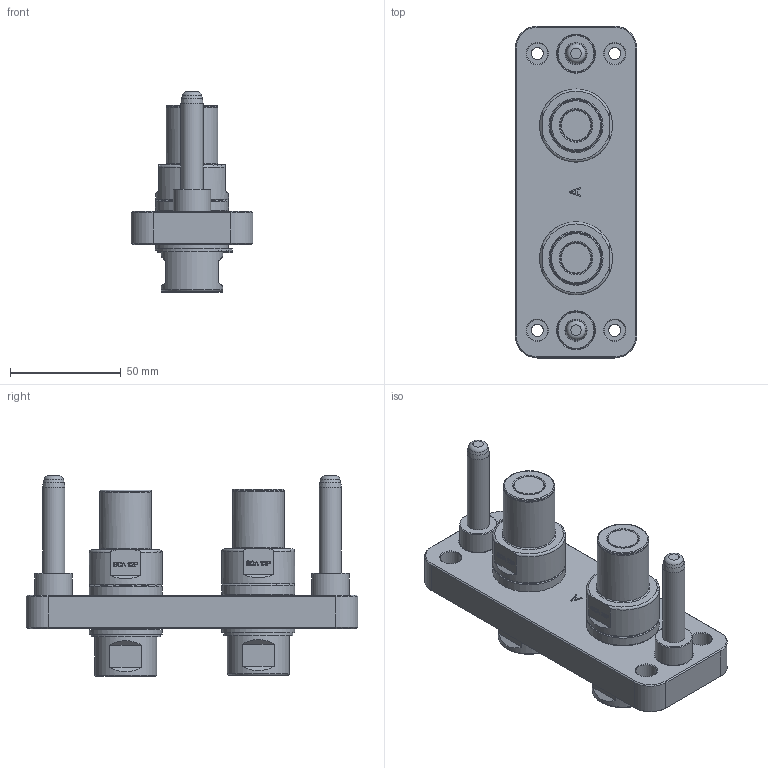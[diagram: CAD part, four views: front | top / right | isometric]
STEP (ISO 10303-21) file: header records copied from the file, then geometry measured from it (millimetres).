
FILE_DESCRIPTION( ('This file contains a STEP AP42 implementation' ,'as created by ZW3D STEP Interface translator.' ,'') ,'2;1' );
FILE_NAME( 'SCA 212P.stp' ,'25 120. 82956', (''), ('ZWCAD Software Co.'), 'Version 1.0', 'ZW3D to STEP translator', '' );
FILE_SCHEMA(('AUTOMOTIVE_DESIGN { 1 0 10303 214 1 1 1 1 }'));
Length unit declared in the file: millimetre
Products named in the file (1): 0
Bounding box: 55 x 150 x 90.5 mm (x, y, z)
Volume: 193363.1 mm3; surface area: 54596 mm2
Topology: 3 solids, 5 shells, 642 faces, 1682 edges, 1120 vertices
Faces by surface type: plane 262, bspline 188, cylinder 124, cone 42, torus 26
Full cylindrical faces by diameter (mm): 2.3 x4, 5.5 x4, 9.5 x4, 10 x2, 13.84 x2, 16.6 x2, 16.9 x2, 17 x4, 18.8 x18, 19 x2, 20 x6, 21.1 x18, 23.42 x2, 26.2 x2, 28 x4, 28.1 x2, 28.3 x2, 33 x6
Entity records: 30263 total; most frequent: CARTESIAN_POINT 15089, ORIENTED_EDGE 3364, DIRECTION 2350, EDGE_CURVE 1682, VERTEX_POINT 1120, AXIS2_PLACEMENT_3D 827, EDGE_LOOP 740, VECTOR 696
